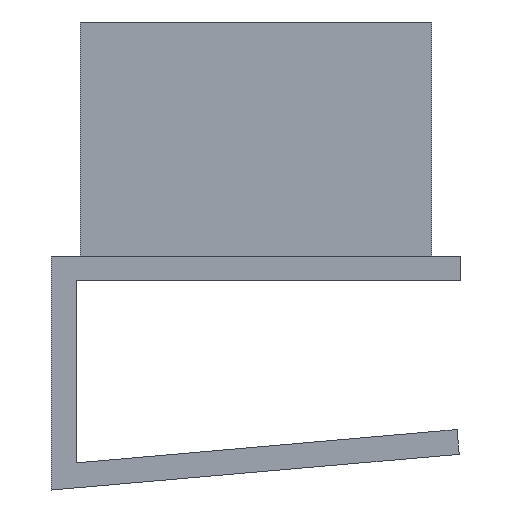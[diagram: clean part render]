
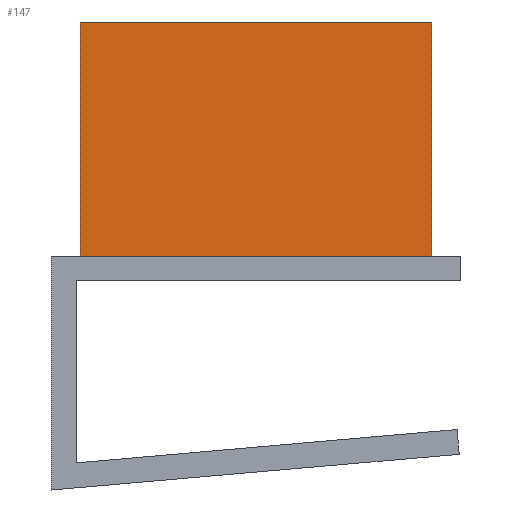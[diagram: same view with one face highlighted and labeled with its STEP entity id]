
A CAD part, left-side view. The second image highlights one B-rep face of the part: STEP entity #147.
In plain terms, the highlighted planar face has unit normal (-1, 0, 0).
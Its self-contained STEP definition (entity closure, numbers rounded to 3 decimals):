
#30 = EDGE_LOOP ( 'NONE', ( #529, #208, #104, #242 ) ) ;
#38 = DIRECTION ( 'NONE',  ( 0., -1., 0. ) ) ;
#48 = EDGE_CURVE ( 'NONE', #77, #594, #126, .T. ) ;
#52 = CARTESIAN_POINT ( 'NONE',  ( -7., 12., 16. ) ) ;
#75 = CARTESIAN_POINT ( 'NONE',  ( -7., 12., 16. ) ) ;
#77 = VERTEX_POINT ( 'NONE', #223 ) ;
#80 = EDGE_CURVE ( 'NONE', #360, #255, #414, .T. ) ;
#104 = ORIENTED_EDGE ( 'NONE', *, *, #80, .F. ) ;
#116 = VECTOR ( 'NONE', #519, 1000. ) ;
#126 = LINE ( 'NONE', #364, #400 ) ;
#147 = ADVANCED_FACE ( 'NONE', ( #309 ), #164, .F. ) ;
#151 = CARTESIAN_POINT ( 'NONE',  ( -7., -12., 16. ) ) ;
#164 = PLANE ( 'NONE',  #178 ) ;
#178 = AXIS2_PLACEMENT_3D ( 'NONE', #75, #210, #253 ) ;
#201 = LINE ( 'NONE', #52, #215 ) ;
#208 = ORIENTED_EDGE ( 'NONE', *, *, #218, .F. ) ;
#210 = DIRECTION ( 'NONE',  ( 1., 0., 0. ) ) ;
#215 = VECTOR ( 'NONE', #572, 1000. ) ;
#218 = EDGE_CURVE ( 'NONE', #255, #594, #387, .T. ) ;
#223 = CARTESIAN_POINT ( 'NONE',  ( -7., 12., 0. ) ) ;
#242 = ORIENTED_EDGE ( 'NONE', *, *, #313, .T. ) ;
#253 = DIRECTION ( 'NONE',  ( 0., 1., 0. ) ) ;
#255 = VERTEX_POINT ( 'NONE', #151 ) ;
#309 = FACE_OUTER_BOUND ( 'NONE', #30, .T. ) ;
#313 = EDGE_CURVE ( 'NONE', #360, #77, #201, .T. ) ;
#334 = CARTESIAN_POINT ( 'NONE',  ( -7., 12., 16. ) ) ;
#360 = VERTEX_POINT ( 'NONE', #334 ) ;
#361 = DIRECTION ( 'NONE',  ( 0., -1., 0. ) ) ;
#364 = CARTESIAN_POINT ( 'NONE',  ( -7., 12., 0. ) ) ;
#387 = LINE ( 'NONE', #577, #116 ) ;
#400 = VECTOR ( 'NONE', #38, 1000. ) ;
#414 = LINE ( 'NONE', #606, #603 ) ;
#450 = CARTESIAN_POINT ( 'NONE',  ( -7., -12., 0. ) ) ;
#519 = DIRECTION ( 'NONE',  ( 0., 0., -1. ) ) ;
#529 = ORIENTED_EDGE ( 'NONE', *, *, #48, .T. ) ;
#572 = DIRECTION ( 'NONE',  ( 0., 0., -1. ) ) ;
#577 = CARTESIAN_POINT ( 'NONE',  ( -7., -12., 16. ) ) ;
#594 = VERTEX_POINT ( 'NONE', #450 ) ;
#603 = VECTOR ( 'NONE', #361, 1000. ) ;
#606 = CARTESIAN_POINT ( 'NONE',  ( -7., 12., 16. ) ) ;
